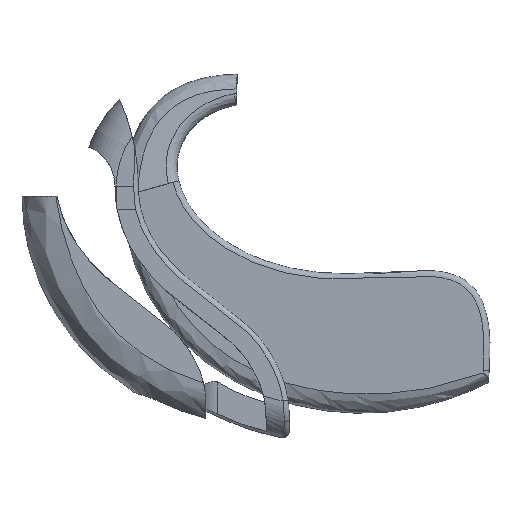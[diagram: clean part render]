
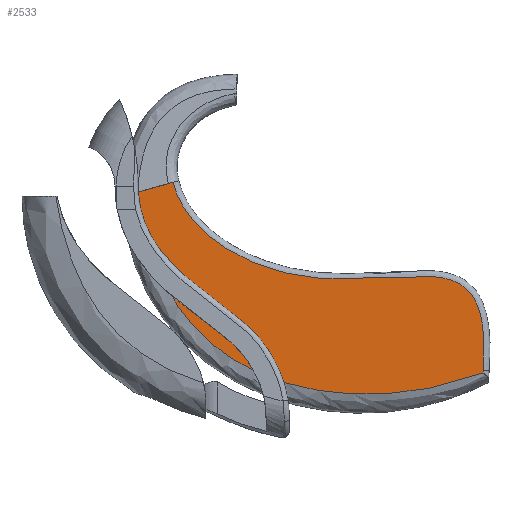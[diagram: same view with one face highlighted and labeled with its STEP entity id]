
A CAD part, left-side view. The second image highlights one B-rep face of the part: STEP entity #2533.
In plain terms, the highlighted planar face has unit normal (-1, 0.031, 0).
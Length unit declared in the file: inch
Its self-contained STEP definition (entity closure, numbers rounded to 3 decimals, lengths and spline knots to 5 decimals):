
#115=LINE('',#3315,#178);
#178=VECTOR('',#2820,0.3937);
#241=PLANE('',#2713);
#279=FACE_OUTER_BOUND('',#432,.T.);
#432=EDGE_LOOP('',(#1615,#1616,#1617,#1618));
#584=B_SPLINE_CURVE_WITH_KNOTS('',3,(#3224,#3225,#3226,#3227,#3228,#3229,
#3230,#3231,#3232,#3233,#3234,#3235,#3236,#3237,#3238,#3239,#3240,#3241),
 .UNSPECIFIED.,.F.,.F.,(4,1,1,1,1,1,1,1,1,1,1,1,1,1,1,4),(-4.61001,
-4.28069,-4.11603,-3.95137,-3.78671,
-3.62205,-3.45739,-3.29273,-2.96341,
-2.63409,-2.30477,-1.97545,-1.31682,
-0.65818,-0.32886,-0.00259),
 .UNSPECIFIED.);
#589=B_SPLINE_CURVE_WITH_KNOTS('',3,(#3309,#3310,#3311,#3312),
 .UNSPECIFIED.,.F.,.F.,(4,4),(4.61001,4.64105),
 .UNSPECIFIED.);
#590=B_SPLINE_CURVE_WITH_KNOTS('',3,(#3316,#3317,#3318,#3319,#3320,#3321,
#3322,#3323,#3324,#3325,#3326,#3327,#3328,#3329,#3330,#3331,#3332,#3333,
#3334,#3335,#3336,#3337,#3338,#3339,#3340,#3341,#3342,#3343,#3344,#3345,
#3346,#3347,#3348,#3349,#3350,#3351,#3352,#3353,#3354,#3355,#3356,#3357,
#3358),.UNSPECIFIED.,.F.,.F.,(4,3,3,3,3,3,3,3,3,3,3,3,3,3,4),(-4.66173,
-4.58287,-4.46536,-4.23034,-4.11283,-3.99532,
-3.87781,-3.7603,-3.29026,-2.35019,
-1.88015,-1.41011,-0.94008,-0.47004,
0.),.UNSPECIFIED.);
#904=VERTEX_POINT('',#3193);
#906=VERTEX_POINT('',#3223);
#909=VERTEX_POINT('',#3292);
#910=VERTEX_POINT('',#3314);
#1183=EDGE_CURVE('',#906,#904,#584,.T.);
#1188=EDGE_CURVE('',#906,#909,#589,.T.);
#1189=EDGE_CURVE('',#910,#904,#115,.T.);
#1190=EDGE_CURVE('',#909,#910,#590,.T.);
#1615=ORIENTED_EDGE('',*,*,#1183,.T.);
#1616=ORIENTED_EDGE('',*,*,#1189,.F.);
#1617=ORIENTED_EDGE('',*,*,#1190,.F.);
#1618=ORIENTED_EDGE('',*,*,#1188,.F.);
#2533=ADVANCED_FACE('',(#279),#241,.F.);
#2713=AXIS2_PLACEMENT_3D('',#3313,#2818,#2819);
#2818=DIRECTION('center_axis',(1.,-0.031,0.));
#2819=DIRECTION('ref_axis',(-0.031,-1.,0.));
#2820=DIRECTION('',(-0.03,-0.963,0.266));
#3193=CARTESIAN_POINT('',(-0.11676,1.3838,-0.46542));
#3223=CARTESIAN_POINT('',(-0.15853,0.04704,-1.27526));
#3224=CARTESIAN_POINT('Ctrl Pts',(-0.15853,0.04704,
-1.27526));
#3225=CARTESIAN_POINT('Ctrl Pts',(-0.15864,0.04366,
-1.23218));
#3226=CARTESIAN_POINT('Ctrl Pts',(-0.15871,0.04122,
-1.16732));
#3227=CARTESIAN_POINT('Ctrl Pts',(-0.15849,0.04838,
-1.08087));
#3228=CARTESIAN_POINT('Ctrl Pts',(-0.15807,0.06179,
-1.01728));
#3229=CARTESIAN_POINT('Ctrl Pts',(-0.15726,0.08762,
-0.95685));
#3230=CARTESIAN_POINT('Ctrl Pts',(-0.15585,0.13284,
-0.90819));
#3231=CARTESIAN_POINT('Ctrl Pts',(-0.15396,0.19339,
-0.88138));
#3232=CARTESIAN_POINT('Ctrl Pts',(-0.15128,0.27906,
-0.86741));
#3233=CARTESIAN_POINT('Ctrl Pts',(-0.14789,0.38763,-0.87031));
#3234=CARTESIAN_POINT('Ctrl Pts',(-0.14386,0.51661,
-0.88067));
#3235=CARTESIAN_POINT('Ctrl Pts',(-0.13981,0.64615,
-0.88663));
#3236=CARTESIAN_POINT('Ctrl Pts',(-0.13439,0.8194,
-0.87798));
#3237=CARTESIAN_POINT('Ctrl Pts',(-0.12777,1.03141,-0.82747));
#3238=CARTESIAN_POINT('Ctrl Pts',(-0.12184,1.22105,-0.71708));
#3239=CARTESIAN_POINT('Ctrl Pts',(-0.11822,1.33682,-0.58617));
#3240=CARTESIAN_POINT('Ctrl Pts',(-0.11707,1.37379,-0.50758));
#3241=CARTESIAN_POINT('Ctrl Pts',(-0.11676,1.3838,-0.46542));
#3292=CARTESIAN_POINT('',(-0.1585,0.048,-1.28745));
#3309=CARTESIAN_POINT('Ctrl Pts',(-0.15853,0.04704,
-1.27526));
#3310=CARTESIAN_POINT('Ctrl Pts',(-0.15852,0.04736,
-1.27932));
#3311=CARTESIAN_POINT('Ctrl Pts',(-0.15851,0.04768,
-1.28338));
#3312=CARTESIAN_POINT('Ctrl Pts',(-0.1585,0.048,
-1.28745));
#3313=CARTESIAN_POINT('Origin',(-0.11,1.6,0.));
#3314=CARTESIAN_POINT('',(-0.11206,1.53403,-0.50696));
#3315=CARTESIAN_POINT('',(-0.11309,1.50125,-0.4979));
#3316=CARTESIAN_POINT('Ctrl Pts',(-0.1585,0.048,
-1.28745));
#3317=CARTESIAN_POINT('Ctrl Pts',(-0.15794,0.06603,
-1.29416));
#3318=CARTESIAN_POINT('Ctrl Pts',(-0.15738,0.08378,
-1.30038));
#3319=CARTESIAN_POINT('Ctrl Pts',(-0.15684,0.10124,
-1.30615));
#3320=CARTESIAN_POINT('Ctrl Pts',(-0.15602,0.12724,
-1.31474));
#3321=CARTESIAN_POINT('Ctrl Pts',(-0.15523,0.15258,-1.32232));
#3322=CARTESIAN_POINT('Ctrl Pts',(-0.15446,0.17722,
-1.32901));
#3323=CARTESIAN_POINT('Ctrl Pts',(-0.15292,0.22648,
-1.3424));
#3324=CARTESIAN_POINT('Ctrl Pts',(-0.15147,0.27291,
-1.35225));
#3325=CARTESIAN_POINT('Ctrl Pts',(-0.15013,0.31599,-1.35951));
#3326=CARTESIAN_POINT('Ctrl Pts',(-0.14945,0.33753,
-1.36314));
#3327=CARTESIAN_POINT('Ctrl Pts',(-0.1488,0.35824,
-1.36612));
#3328=CARTESIAN_POINT('Ctrl Pts',(-0.14818,0.3781,
-1.36857));
#3329=CARTESIAN_POINT('Ctrl Pts',(-0.14756,0.39795,-1.37102));
#3330=CARTESIAN_POINT('Ctrl Pts',(-0.14697,0.41695,-1.37294));
#3331=CARTESIAN_POINT('Ctrl Pts',(-0.14641,0.43495,
-1.37442));
#3332=CARTESIAN_POINT('Ctrl Pts',(-0.14585,0.45294,
-1.3759));
#3333=CARTESIAN_POINT('Ctrl Pts',(-0.14531,0.46994,
-1.37695));
#3334=CARTESIAN_POINT('Ctrl Pts',(-0.14481,0.48609,-1.37769));
#3335=CARTESIAN_POINT('Ctrl Pts',(-0.1443,0.50224,-1.37842));
#3336=CARTESIAN_POINT('Ctrl Pts',(-0.14383,0.51754,
-1.37885));
#3337=CARTESIAN_POINT('Ctrl Pts',(-0.14335,0.53291,
-1.37901));
#3338=CARTESIAN_POINT('Ctrl Pts',(-0.14143,0.59439,
-1.37968));
#3339=CARTESIAN_POINT('Ctrl Pts',(-0.13947,0.65696,
-1.37617));
#3340=CARTESIAN_POINT('Ctrl Pts',(-0.13754,0.71869,
-1.36802));
#3341=CARTESIAN_POINT('Ctrl Pts',(-0.13368,0.84214,
-1.35172));
#3342=CARTESIAN_POINT('Ctrl Pts',(-0.12993,0.9622,
-1.31685));
#3343=CARTESIAN_POINT('Ctrl Pts',(-0.12656,1.07011,-1.25998));
#3344=CARTESIAN_POINT('Ctrl Pts',(-0.12487,1.12407,-1.23154));
#3345=CARTESIAN_POINT('Ctrl Pts',(-0.12326,1.17571,-1.19655));
#3346=CARTESIAN_POINT('Ctrl Pts',(-0.12181,1.22209,-1.15668));
#3347=CARTESIAN_POINT('Ctrl Pts',(-0.12036,1.26847,-1.1168));
#3348=CARTESIAN_POINT('Ctrl Pts',(-0.11908,1.30959,-1.07204));
#3349=CARTESIAN_POINT('Ctrl Pts',(-0.11795,1.34552,-1.02285));
#3350=CARTESIAN_POINT('Ctrl Pts',(-0.11683,1.38145,-0.97366));
#3351=CARTESIAN_POINT('Ctrl Pts',(-0.11587,1.4122,-0.92004));
#3352=CARTESIAN_POINT('Ctrl Pts',(-0.11507,1.4377,-0.86388));
#3353=CARTESIAN_POINT('Ctrl Pts',(-0.11428,1.4632,-0.80773));
#3354=CARTESIAN_POINT('Ctrl Pts',(-0.11364,1.48343,-0.74903));
#3355=CARTESIAN_POINT('Ctrl Pts',(-0.11315,1.49922,-0.68914));
#3356=CARTESIAN_POINT('Ctrl Pts',(-0.11266,1.515,-0.62925));
#3357=CARTESIAN_POINT('Ctrl Pts',(-0.1123,1.52634,-0.56816));
#3358=CARTESIAN_POINT('Ctrl Pts',(-0.11206,1.53403,-0.50696));
